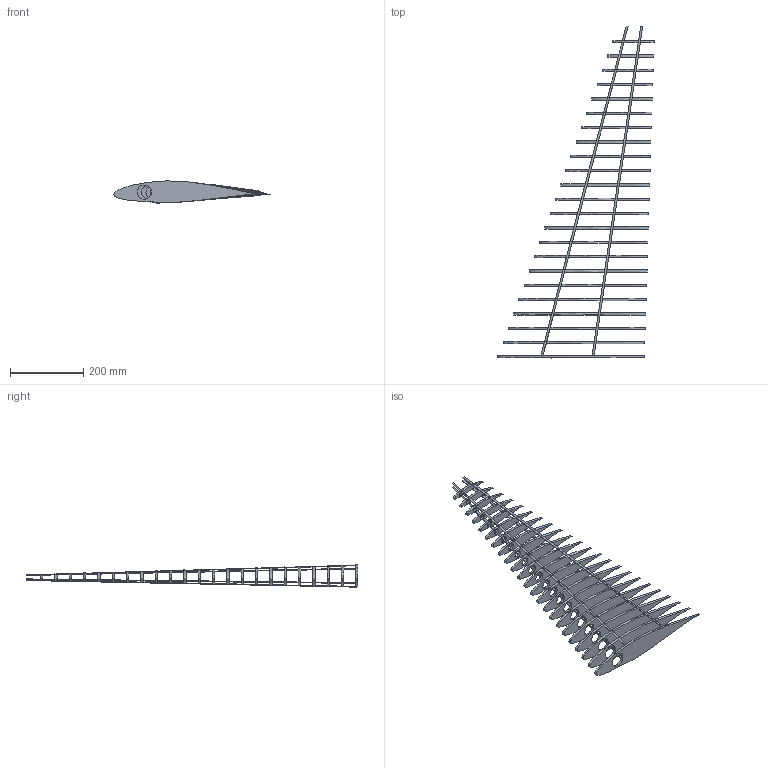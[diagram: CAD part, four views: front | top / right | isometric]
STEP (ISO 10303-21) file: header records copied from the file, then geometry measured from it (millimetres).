
FILE_DESCRIPTION(/* description */ ('STEP AP214'),/* implementation_level */ '2;1');
FILE_NAME(/* name */ '6673b86d05211f75e15e9b6c',/* time_stamp */ '2024-06-20T05:04:47Z',/* author */ (''),/* organization */ (''),/* preprocessor_version */ 'ST-DEVELOPER v20',/* originating_system */ ' ',/* authorisation */ ' ');
FILE_SCHEMA (('AUTOMOTIVE_DESIGN {1 0 10303 214 3 1 1}'));
Length unit declared in the file: metre
Products named in the file (77): Part 27; Curve 50; Curve 49; Part 26; Curve 48; Curve 47; Part 25; Curve 46; Curve 45; Part 24; Curve 44; Curve 43; Part 23; Curve 42; Curve 41; Part 22; Curve 40; Curve 39; Part 21; Curve 38; Curve 37; Part 20; Curve 36; Curve 35; Part 19; Curve 34; Curve 33; Part 18; Curve 32; Curve 31; Part 17; Curve 30; Curve 29; Part 16; Curve 28; Curve 27; Part 15; Curve 26; Curve 25; Part 14 ...
Bounding box: 426.41 x 906.73 x 60.77 mm (x, y, z)
Volume: 920855.8 mm3; surface area: 431384.7 mm2
Topology: 27 solids, 27 shells, 139 faces, 305 edges, 270 vertices
Faces by surface type: plane 62, bspline 54, cylinder 23
Full cylindrical faces by diameter (mm): 11.713 x1, 12.985 x1, 14.253 x1, 15.516 x1, 16.776 x1, 18.034 x1, 19.29 x1, 20.545 x1, 21.798 x1, 23.05 x1, 24.302 x1, 25.552 x1, 26.803 x1, 28.052 x1, 29.301 x1, 30.55 x1, 31.799 x1, 33.047 x1, 34.295 x1, 35.542 x1, 36.79 x1, 38.037 x1, 39.284 x1
Entity records: 28762 total; most frequent: CARTESIAN_POINT 23253, ORIENTED_EDGE 464, DIRECTION 448, PRESENTATION_STYLE_ASSIGNMENT 261, EDGE_CURVE 232, EDGE_LOOP 208, FACE_BOUND 208, AXIS2_PLACEMENT_3D 208
